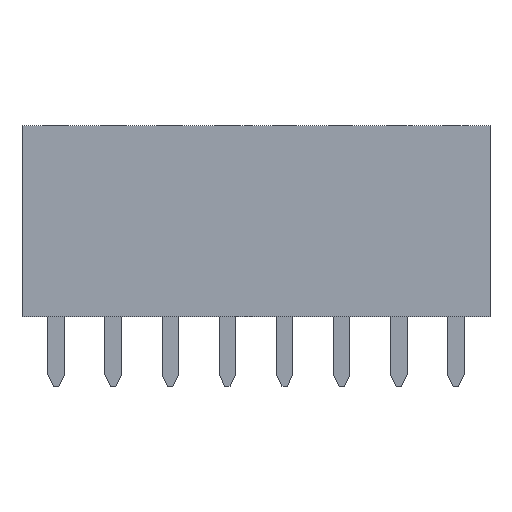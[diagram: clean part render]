
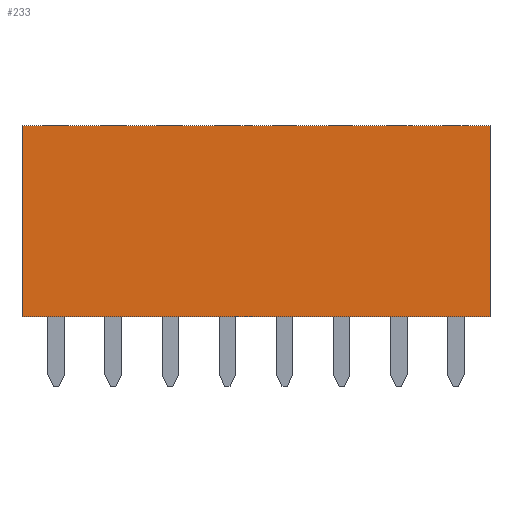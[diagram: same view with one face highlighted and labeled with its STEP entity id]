
A CAD part, front view. The second image highlights one B-rep face of the part: STEP entity #233.
In plain terms, the highlighted planar face has unit normal (0, -1, 0).
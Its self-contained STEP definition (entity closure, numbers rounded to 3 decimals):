
#233=ADVANCED_FACE('',(#1019),#1020,.F.);
#1019=FACE_OUTER_BOUND('',#2528,.T.);
#1020=PLANE('',#2529);
#2528=EDGE_LOOP('',(#4587,#4588,#4589,#4590));
#2529=AXIS2_PLACEMENT_3D('',#4591,#4592,#4593);
#4587=ORIENTED_EDGE('',*,*,#10578,.F.);
#4588=ORIENTED_EDGE('',*,*,#10589,.F.);
#4589=ORIENTED_EDGE('',*,*,#10587,.F.);
#4590=ORIENTED_EDGE('',*,*,#10542,.F.);
#4591=CARTESIAN_POINT('',(0.0,-2.54,0.0));
#4592=DIRECTION('',(-0.0,1.0,0.0));
#4593=DIRECTION('',(1.0,0.0,0.0));
#10542=EDGE_CURVE('',#12619,#12621,#12622,.T.);
#10578=EDGE_CURVE('',#12690,#12619,#12692,.T.);
#10587=EDGE_CURVE('',#12621,#12698,#12707,.T.);
#10589=EDGE_CURVE('',#12698,#12690,#12709,.T.);
#12619=VERTEX_POINT('',#15944);
#12621=VERTEX_POINT('',#15947);
#12622=LINE('',#15948,#15949);
#12690=VERTEX_POINT('',#16051);
#12692=LINE('',#16054,#16055);
#12698=VERTEX_POINT('',#16064);
#12707=LINE('',#16078,#16079);
#12709=LINE('',#16082,#16083);
#15944=CARTESIAN_POINT('',(-10.41,-2.54,4.25));
#15947=CARTESIAN_POINT('',(10.41,-2.54,4.25));
#15948=CARTESIAN_POINT('',(-10.41,-2.54,4.25));
#15949=VECTOR('',#20670,1000.0);
#16051=CARTESIAN_POINT('',(-10.41,-2.54,-4.25));
#16054=CARTESIAN_POINT('',(-10.41,-2.54,-4.25));
#16055=VECTOR('',#20706,1000.0);
#16064=CARTESIAN_POINT('',(10.41,-2.54,-4.25));
#16078=CARTESIAN_POINT('',(10.41,-2.54,4.25));
#16079=VECTOR('',#20715,1000.0);
#16082=CARTESIAN_POINT('',(10.41,-2.54,-4.25));
#16083=VECTOR('',#20717,1000.0);
#20670=DIRECTION('',(1.0,0.0,0.0));
#20706=DIRECTION('',(0.0,0.0,1.0));
#20715=DIRECTION('',(0.0,0.0,-1.0));
#20717=DIRECTION('',(-1.0,0.0,0.0));
